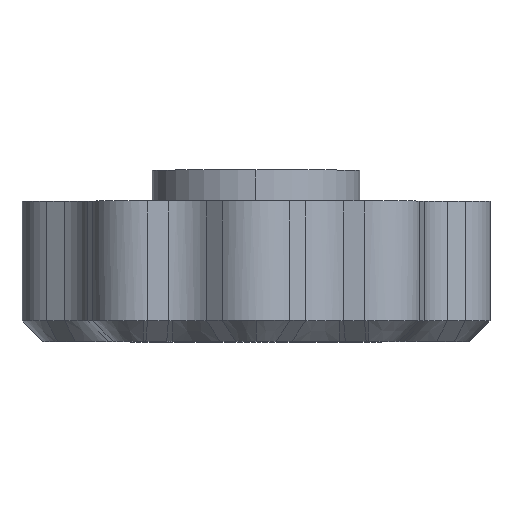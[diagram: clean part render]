
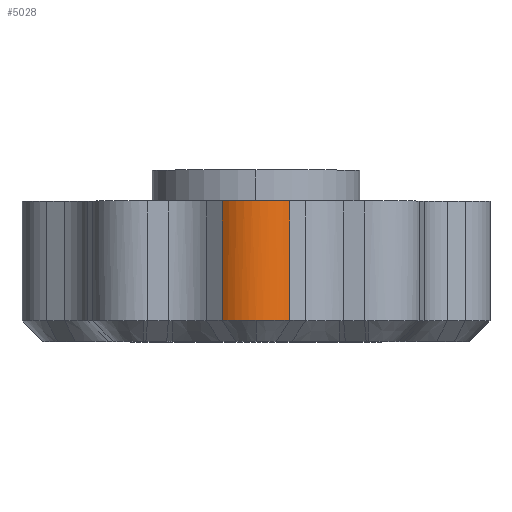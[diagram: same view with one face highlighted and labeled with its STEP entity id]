
A CAD part, top view. The second image highlights one B-rep face of the part: STEP entity #5028.
In plain terms, the highlighted cylindrical face has radius 5 mm (diameter 10 mm), a partial arc.
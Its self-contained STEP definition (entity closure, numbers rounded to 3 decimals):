
#170 = ORIENTED_EDGE ( 'NONE', *, *, #8522, .T. ) ;
#297 = ORIENTED_EDGE ( 'NONE', *, *, #4469, .F. ) ;
#579 = VECTOR ( 'NONE', #1676, 1000. ) ;
#652 = DIRECTION ( 'NONE',  ( 0., 0., 1. ) ) ;
#676 = CARTESIAN_POINT ( 'NONE',  ( 0., 9., 18.421 ) ) ;
#684 = VERTEX_POINT ( 'NONE', #6758 ) ;
#759 = DIRECTION ( 'NONE',  ( 0., 1., 0. ) ) ;
#948 = CARTESIAN_POINT ( 'NONE',  ( 3.25, -2.5, 22.221 ) ) ;
#1018 = CARTESIAN_POINT ( 'NONE',  ( 0., -2.5, 18.421 ) ) ;
#1160 = CYLINDRICAL_SURFACE ( 'NONE', #8425, 5. ) ;
#1676 = DIRECTION ( 'NONE',  ( 0., 1., 0. ) ) ;
#2127 = VERTEX_POINT ( 'NONE', #4833 ) ;
#2470 = CARTESIAN_POINT ( 'NONE',  ( 0., -2.5, 18.421 ) ) ;
#2562 = CIRCLE ( 'NONE', #4020, 5. ) ;
#2757 = VECTOR ( 'NONE', #10449, 1000. ) ;
#2975 = VERTEX_POINT ( 'NONE', #6957 ) ;
#3086 = EDGE_CURVE ( 'NONE', #2975, #9849, #2562, .T. ) ;
#3777 = EDGE_CURVE ( 'NONE', #684, #2127, #6203, .T. ) ;
#3839 = AXIS2_PLACEMENT_3D ( 'NONE', #676, #4148, #6656 ) ;
#3887 = ORIENTED_EDGE ( 'NONE', *, *, #4210, .F. ) ;
#4020 = AXIS2_PLACEMENT_3D ( 'NONE', #2470, #759, #652 ) ;
#4148 = DIRECTION ( 'NONE',  ( 0., 1., 0. ) ) ;
#4210 = EDGE_CURVE ( 'NONE', #6328, #684, #5238, .T. ) ;
#4227 = CARTESIAN_POINT ( 'NONE',  ( 3.25, -4.5, 22.221 ) ) ;
#4469 = EDGE_CURVE ( 'NONE', #2127, #9849, #10336, .T. ) ;
#4484 = DIRECTION ( 'NONE',  ( 0., 1., 0. ) ) ;
#4507 = DIRECTION ( 'NONE',  ( 0., -1., 0. ) ) ;
#4603 = DIRECTION ( 'NONE',  ( 0., 0., 1. ) ) ;
#4833 = CARTESIAN_POINT ( 'NONE',  ( 3.25, 9., 22.221 ) ) ;
#5028 = ADVANCED_FACE ( 'NONE', ( #8059 ), #1160, .T. ) ;
#5238 = LINE ( 'NONE', #7761, #579 ) ;
#5852 = CIRCLE ( 'NONE', #7313, 5. ) ;
#6203 = CIRCLE ( 'NONE', #3839, 5. ) ;
#6216 = ORIENTED_EDGE ( 'NONE', *, *, #3777, .F. ) ;
#6328 = VERTEX_POINT ( 'NONE', #7090 ) ;
#6399 = DIRECTION ( 'NONE',  ( 0., 0., -1. ) ) ;
#6656 = DIRECTION ( 'NONE',  ( 0., 0., 1. ) ) ;
#6667 = EDGE_LOOP ( 'NONE', ( #3887, #170, #9746, #297, #6216 ) ) ;
#6758 = CARTESIAN_POINT ( 'NONE',  ( -3.25, 9., 22.221 ) ) ;
#6957 = CARTESIAN_POINT ( 'NONE',  ( 0., -2.5, 23.421 ) ) ;
#7090 = CARTESIAN_POINT ( 'NONE',  ( -3.25, -2.5, 22.221 ) ) ;
#7186 = CARTESIAN_POINT ( 'NONE',  ( 0., -4.5, 18.421 ) ) ;
#7313 = AXIS2_PLACEMENT_3D ( 'NONE', #1018, #4484, #4603 ) ;
#7761 = CARTESIAN_POINT ( 'NONE',  ( -3.25, 9., 22.221 ) ) ;
#8059 = FACE_OUTER_BOUND ( 'NONE', #6667, .T. ) ;
#8425 = AXIS2_PLACEMENT_3D ( 'NONE', #7186, #4507, #6399 ) ;
#8522 = EDGE_CURVE ( 'NONE', #6328, #2975, #5852, .T. ) ;
#9746 = ORIENTED_EDGE ( 'NONE', *, *, #3086, .T. ) ;
#9849 = VERTEX_POINT ( 'NONE', #948 ) ;
#10336 = LINE ( 'NONE', #4227, #2757 ) ;
#10449 = DIRECTION ( 'NONE',  ( 0., -1., 0. ) ) ;
